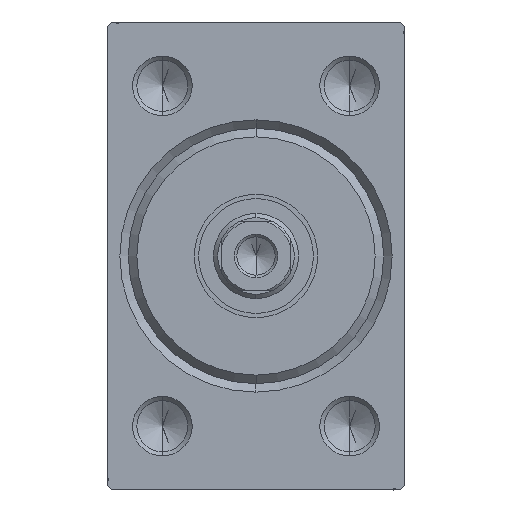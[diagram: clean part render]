
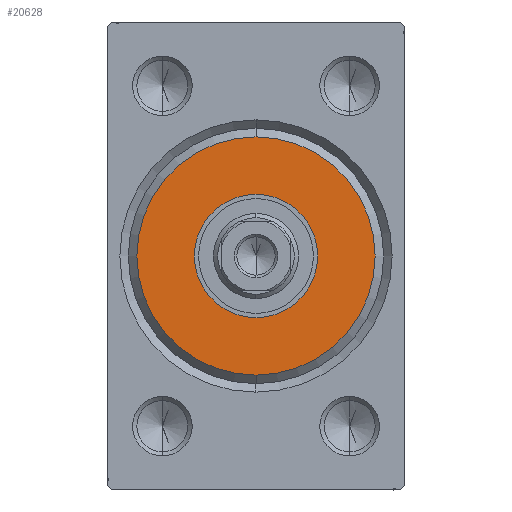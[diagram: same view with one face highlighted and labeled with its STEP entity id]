
A CAD part, left-side view. The second image highlights one B-rep face of the part: STEP entity #20628.
In plain terms, the highlighted face is planar.
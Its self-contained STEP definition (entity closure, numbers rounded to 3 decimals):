
#559 = EDGE_CURVE ( 'NONE', #29477, #23265, #34427, .T. ) ;
#585 = CARTESIAN_POINT ( 'NONE',  ( 3., 0., 7.25 ) ) ;
#642 = CIRCLE ( 'NONE', #9213, 14. ) ;
#686 = DIRECTION ( 'NONE',  ( 0., 0., -1. ) ) ;
#4905 = ORIENTED_EDGE ( 'NONE', *, *, #7799, .F. ) ;
#6648 = CARTESIAN_POINT ( 'NONE',  ( 3., 0., 0. ) ) ;
#6757 = CARTESIAN_POINT ( 'NONE',  ( 3., 0., 0. ) ) ;
#7799 = EDGE_CURVE ( 'NONE', #18205, #17516, #38071, .T. ) ;
#8071 = DIRECTION ( 'NONE',  ( 1., 0., 0. ) ) ;
#8330 = CARTESIAN_POINT ( 'NONE',  ( 3., 0., -14. ) ) ;
#9213 = AXIS2_PLACEMENT_3D ( 'NONE', #6757, #10558, #31848 ) ;
#10449 = FACE_OUTER_BOUND ( 'NONE', #14729, .T. ) ;
#10558 = DIRECTION ( 'NONE',  ( 1., 0., 0. ) ) ;
#12832 = ORIENTED_EDGE ( 'NONE', *, *, #31110, .T. ) ;
#13529 = CARTESIAN_POINT ( 'NONE',  ( 3., 0., 14. ) ) ;
#14729 = EDGE_LOOP ( 'NONE', ( #26847, #12832 ) ) ;
#15098 = AXIS2_PLACEMENT_3D ( 'NONE', #17063, #24879, #686 ) ;
#16258 = EDGE_LOOP ( 'NONE', ( #4905, #42128 ) ) ;
#17063 = CARTESIAN_POINT ( 'NONE',  ( 3., 0., 0. ) ) ;
#17516 = VERTEX_POINT ( 'NONE', #585 ) ;
#18205 = VERTEX_POINT ( 'NONE', #37807 ) ;
#18287 = AXIS2_PLACEMENT_3D ( 'NONE', #6648, #24120, #40955 ) ;
#18742 = AXIS2_PLACEMENT_3D ( 'NONE', #33146, #36741, #40773 ) ;
#20628 = ADVANCED_FACE ( 'NONE', ( #10449, #23683 ), #37364, .T. ) ;
#22907 = AXIS2_PLACEMENT_3D ( 'NONE', #38781, #8071, #25534 ) ;
#23265 = VERTEX_POINT ( 'NONE', #8330 ) ;
#23683 = FACE_BOUND ( 'NONE', #16258, .T. ) ;
#24120 = DIRECTION ( 'NONE',  ( 1., 0., 0. ) ) ;
#24879 = DIRECTION ( 'NONE',  ( 1., 0., 0. ) ) ;
#25534 = DIRECTION ( 'NONE',  ( 0., 0., -1. ) ) ;
#26847 = ORIENTED_EDGE ( 'NONE', *, *, #559, .T. ) ;
#29477 = VERTEX_POINT ( 'NONE', #13529 ) ;
#31110 = EDGE_CURVE ( 'NONE', #23265, #29477, #642, .T. ) ;
#31499 = CIRCLE ( 'NONE', #22907, 7.25 ) ;
#31848 = DIRECTION ( 'NONE',  ( 0., 0., -1. ) ) ;
#33146 = CARTESIAN_POINT ( 'NONE',  ( 3., 0., 0. ) ) ;
#34427 = CIRCLE ( 'NONE', #15098, 14. ) ;
#34960 = EDGE_CURVE ( 'NONE', #17516, #18205, #31499, .T. ) ;
#36741 = DIRECTION ( 'NONE',  ( 1., 0., 0. ) ) ;
#37364 = PLANE ( 'NONE',  #18287 ) ;
#37807 = CARTESIAN_POINT ( 'NONE',  ( 3., 0., -7.25 ) ) ;
#38071 = CIRCLE ( 'NONE', #18742, 7.25 ) ;
#38781 = CARTESIAN_POINT ( 'NONE',  ( 3., 0., 0. ) ) ;
#40773 = DIRECTION ( 'NONE',  ( 0., 0., -1. ) ) ;
#40955 = DIRECTION ( 'NONE',  ( 0., 0., -1. ) ) ;
#42128 = ORIENTED_EDGE ( 'NONE', *, *, #34960, .F. ) ;
